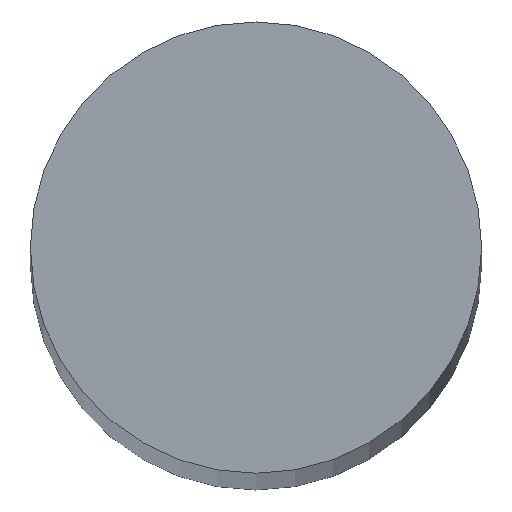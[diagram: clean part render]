
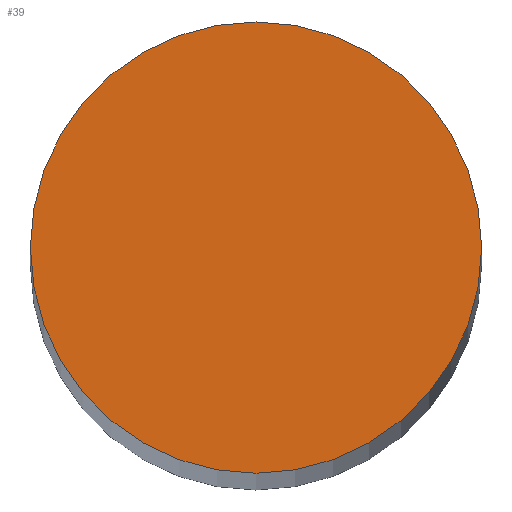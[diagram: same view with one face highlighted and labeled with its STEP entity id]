
A CAD part, top view. The second image highlights one B-rep face of the part: STEP entity #39.
In plain terms, the highlighted planar face has unit normal (0, 0, 1).
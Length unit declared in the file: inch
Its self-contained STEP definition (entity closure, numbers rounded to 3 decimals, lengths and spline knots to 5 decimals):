
#1 = PLANE ( 'NONE',  #40 ) ;
#4 = EDGE_LOOP ( 'NONE', ( #55 ) ) ;
#8 = CARTESIAN_POINT ( 'NONE',  ( 0.0235, 0., 1. ) ) ;
#13 = DIRECTION ( 'NONE',  ( 1., 0., 0. ) ) ;
#39 = ADVANCED_FACE ( 'NONE', ( #206 ), #1, .T. ) ;
#40 = AXIS2_PLACEMENT_3D ( 'NONE', #115, #167, #117 ) ;
#46 = VERTEX_POINT ( 'NONE', #8 ) ;
#55 = ORIENTED_EDGE ( 'NONE', *, *, #133, .T. ) ;
#94 = CARTESIAN_POINT ( 'NONE',  ( 0., 0., 1. ) ) ;
#107 = CIRCLE ( 'NONE', #151, 0.0235 ) ;
#115 = CARTESIAN_POINT ( 'NONE',  ( 0., 0., 1. ) ) ;
#117 = DIRECTION ( 'NONE',  ( 1., 0., 0. ) ) ;
#133 = EDGE_CURVE ( 'NONE', #46, #46, #107, .T. ) ;
#151 = AXIS2_PLACEMENT_3D ( 'NONE', #94, #165, #13 ) ;
#165 = DIRECTION ( 'NONE',  ( 0., 0., 1. ) ) ;
#167 = DIRECTION ( 'NONE',  ( 0., 0., 1. ) ) ;
#206 = FACE_OUTER_BOUND ( 'NONE', #4, .T. ) ;
